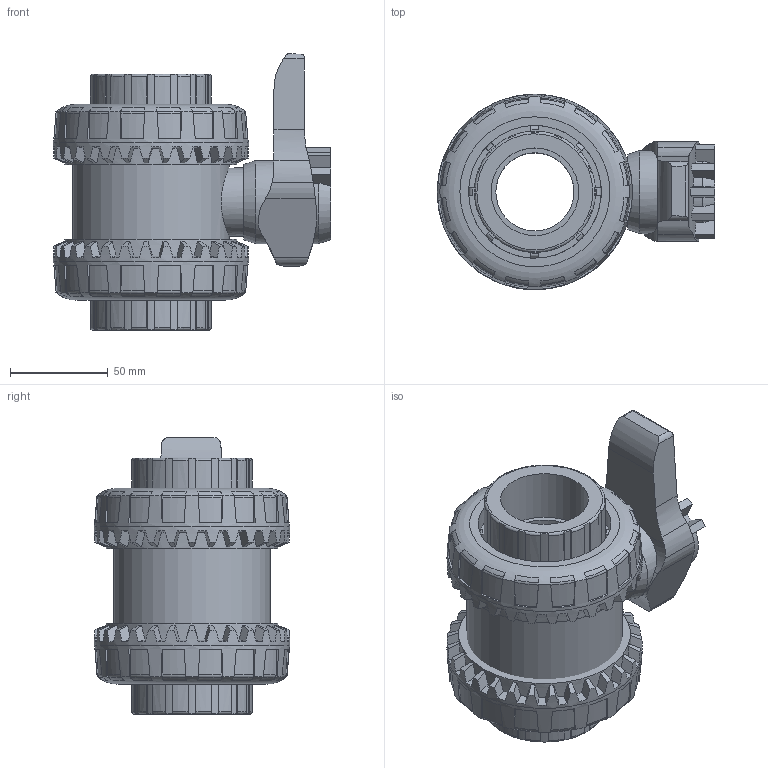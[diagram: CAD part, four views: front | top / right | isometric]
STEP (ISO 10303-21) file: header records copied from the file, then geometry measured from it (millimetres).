
FILE_DESCRIPTION(/* description */ (''),/* implementation_level */ '2;1');
FILE_NAME(/* name */ 'VXEFV112E.iam.stp',/* time_stamp */ '2013-10-01T10:45:06+02:00',/* author */ ('bfaro'),/* organization */ (''),/* preprocessor_version */ 'ST-DEVELOPER v15.2',/* originating_system */ 'Autodesk Inventor 2014',/* authorisation */ '');
FILE_SCHEMA (('AUTOMOTIVE_DESIGN { 1 0 10303 214 3 1 1 }'));
Length unit declared in the file: millimetre
Products named in the file (6): ENDFV112; corpo valvola VEE 50; HSVXE050; Piastrina 50; NTVXE050V; VXEFV112E
Bounding box: 142.07 x 100 x 141.4 mm (x, y, z)
Volume: 603200.2 mm3; surface area: 138268.6 mm2
Topology: 7 solids, 7 shells, 822 faces, 2316 edges, 1522 vertices
Faces by surface type: plane 448, cone 160, cylinder 144, torus 70
Full cylindrical faces by diameter (mm): 30.2 x2, 35 x1, 40 x2, 42.546 x1, 44.9 x2, 50 x1, 68 x2, 74 x2, 78.2 x2, 80 x1
Entity records: 15877 total; most frequent: CARTESIAN_POINT 3915, ORIENTED_EDGE 2622, DIRECTION 2510, EDGE_CURVE 1295, AXIS2_PLACEMENT_3D 1056, VERTEX_POINT 862, EDGE_LOOP 507, ADVANCED_FACE 472
